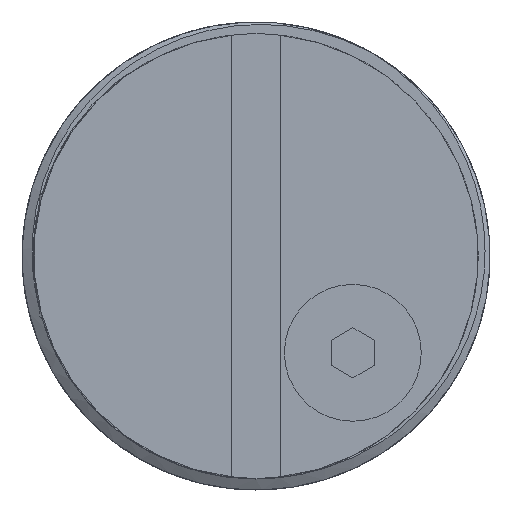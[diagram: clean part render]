
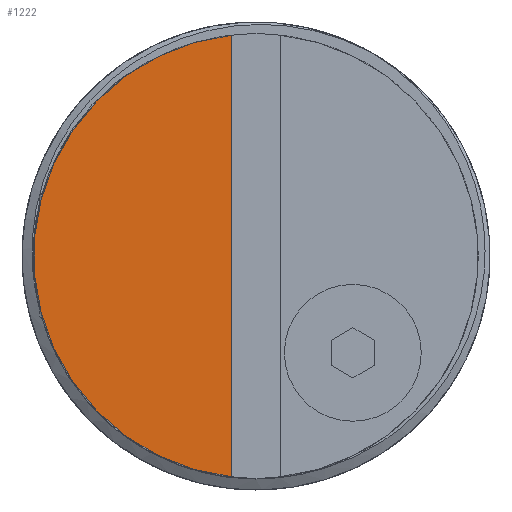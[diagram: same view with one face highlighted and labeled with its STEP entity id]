
A CAD part, left-side view. The second image highlights one B-rep face of the part: STEP entity #1222.
In plain terms, the highlighted planar face has unit normal (-1, 0, 0).
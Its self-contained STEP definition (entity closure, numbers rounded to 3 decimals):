
#31=PLANE('',#1348);
#111=FACE_OUTER_BOUND('',#185,.T.);
#185=EDGE_LOOP('',(#1074,#1075));
#213=CIRCLE('',#1297,17.85);
#360=LINE('',#6130,#440);
#440=VECTOR('',#1610,1000.);
#531=VERTEX_POINT('',#3687);
#532=VERTEX_POINT('',#3689);
#685=EDGE_CURVE('',#532,#531,#213,.T.);
#748=EDGE_CURVE('',#531,#532,#360,.T.);
#1074=ORIENTED_EDGE('',*,*,#748,.T.);
#1075=ORIENTED_EDGE('',*,*,#685,.T.);
#1222=ADVANCED_FACE('',(#111),#31,.T.);
#1297=AXIS2_PLACEMENT_3D('',#3690,#1479,#1480);
#1348=AXIS2_PLACEMENT_3D('',#6129,#1608,#1609);
#1479=DIRECTION('center_axis',(-1.,0.,0.));
#1480=DIRECTION('ref_axis',(0.,0.,1.));
#1608=DIRECTION('center_axis',(-1.,0.,0.));
#1609=DIRECTION('ref_axis',(0.,0.,1.));
#1610=DIRECTION('',(0.,0.,1.));
#3687=CARTESIAN_POINT('',(-86.5,2.,-17.738));
#3689=CARTESIAN_POINT('',(-86.5,2.,17.738));
#3690=CARTESIAN_POINT('Origin',(-86.5,0.,0.));
#6129=CARTESIAN_POINT('Origin',(-86.5,0.,0.));
#6130=CARTESIAN_POINT('',(-86.5,2.,-18.8));
